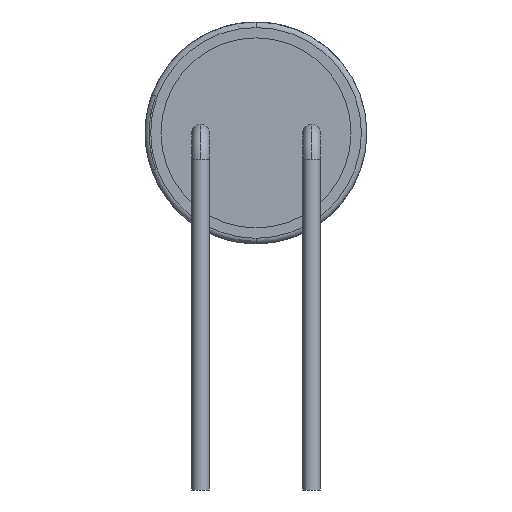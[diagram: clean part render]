
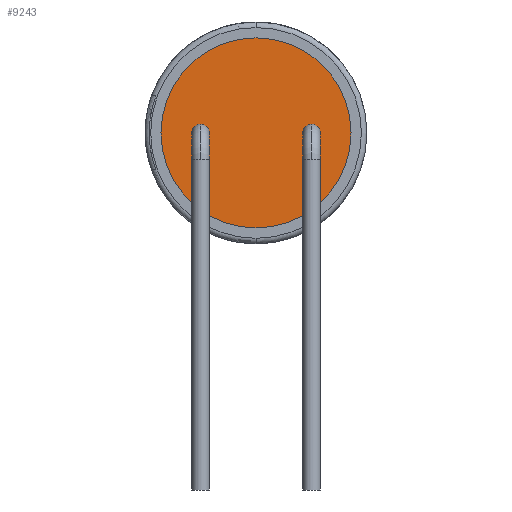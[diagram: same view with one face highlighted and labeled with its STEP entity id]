
A CAD part, front view. The second image highlights one B-rep face of the part: STEP entity #9243.
In plain terms, the highlighted planar face has unit normal (0, -1, 0).
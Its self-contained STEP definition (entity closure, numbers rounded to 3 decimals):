
#104 = CIRCLE ( 'NONE', #8513, 4.286 ) ;
#1192 = FACE_OUTER_BOUND ( 'NONE', #10273, .T. ) ;
#1362 = AXIS2_PLACEMENT_3D ( 'NONE', #4754, #2814, #7801 ) ;
#1419 = CARTESIAN_POINT ( 'NONE',  ( -2.5, 0.1, 0. ) ) ;
#1487 = DIRECTION ( 'NONE',  ( 1., 0., 0. ) ) ;
#2156 = AXIS2_PLACEMENT_3D ( 'NONE', #1419, #7702, #1487 ) ;
#2178 = EDGE_CURVE ( 'NONE', #9994, #3755, #5624, .T. ) ;
#2210 = FACE_BOUND ( 'NONE', #2488, .T. ) ;
#2360 = CARTESIAN_POINT ( 'NONE',  ( 2.1, 0.1, 0. ) ) ;
#2371 = ORIENTED_EDGE ( 'NONE', *, *, #2178, .T. ) ;
#2488 = EDGE_LOOP ( 'NONE', ( #12365, #2371 ) ) ;
#2814 = DIRECTION ( 'NONE',  ( 0., -1., 0. ) ) ;
#2889 = VERTEX_POINT ( 'NONE', #3477 ) ;
#2963 = DIRECTION ( 'NONE',  ( 0., 1., 0. ) ) ;
#3468 = EDGE_CURVE ( 'NONE', #2889, #3501, #10312, .T. ) ;
#3477 = CARTESIAN_POINT ( 'NONE',  ( -2.9, 0.1, 0. ) ) ;
#3501 = VERTEX_POINT ( 'NONE', #4960 ) ;
#3539 = CARTESIAN_POINT ( 'NONE',  ( 4.286, 0.1, 0. ) ) ;
#3755 = VERTEX_POINT ( 'NONE', #11574 ) ;
#3835 = DIRECTION ( 'NONE',  ( 1., 0., 0. ) ) ;
#4652 = EDGE_LOOP ( 'NONE', ( #12065, #12356 ) ) ;
#4754 = CARTESIAN_POINT ( 'NONE',  ( 0., 0.1, 0. ) ) ;
#4960 = CARTESIAN_POINT ( 'NONE',  ( -2.1, 0.1, 0. ) ) ;
#5064 = DIRECTION ( 'NONE',  ( 0., 1., 0. ) ) ;
#5088 = CARTESIAN_POINT ( 'NONE',  ( -2.5, 0.1, 0. ) ) ;
#5388 = DIRECTION ( 'NONE',  ( 1., 0., 0. ) ) ;
#5447 = CARTESIAN_POINT ( 'NONE',  ( 2.5, 0.1, 0. ) ) ;
#5523 = DIRECTION ( 'NONE',  ( 0., -1., 0. ) ) ;
#5624 = CIRCLE ( 'NONE', #10908, 0.4 ) ;
#5795 = AXIS2_PLACEMENT_3D ( 'NONE', #6765, #10736, #3835 ) ;
#6001 = CIRCLE ( 'NONE', #5795, 4.286 ) ;
#6619 = EDGE_CURVE ( 'NONE', #3755, #9994, #11476, .T. ) ;
#6765 = CARTESIAN_POINT ( 'NONE',  ( 0., 0.1, 0. ) ) ;
#6766 = VERTEX_POINT ( 'NONE', #3539 ) ;
#7488 = EDGE_CURVE ( 'NONE', #8559, #6766, #104, .T. ) ;
#7563 = CARTESIAN_POINT ( 'NONE',  ( 2.5, 0.1, 0. ) ) ;
#7702 = DIRECTION ( 'NONE',  ( 0., 1., 0. ) ) ;
#7801 = DIRECTION ( 'NONE',  ( 0., 0., -1. ) ) ;
#7836 = EDGE_CURVE ( 'NONE', #6766, #8559, #6001, .T. ) ;
#8048 = DIRECTION ( 'NONE',  ( 1., 0., 0. ) ) ;
#8513 = AXIS2_PLACEMENT_3D ( 'NONE', #10184, #5523, #5388 ) ;
#8559 = VERTEX_POINT ( 'NONE', #12409 ) ;
#8681 = DIRECTION ( 'NONE',  ( 0., 1., 0. ) ) ;
#8948 = CIRCLE ( 'NONE', #2156, 0.4 ) ;
#9243 = ADVANCED_FACE ( 'NONE', ( #11312, #2210, #1192 ), #9261, .T. ) ;
#9261 = PLANE ( 'NONE',  #1362 ) ;
#9280 = ORIENTED_EDGE ( 'NONE', *, *, #7488, .T. ) ;
#9332 = ORIENTED_EDGE ( 'NONE', *, *, #7836, .T. ) ;
#9358 = AXIS2_PLACEMENT_3D ( 'NONE', #7563, #8681, #11606 ) ;
#9994 = VERTEX_POINT ( 'NONE', #2360 ) ;
#10113 = AXIS2_PLACEMENT_3D ( 'NONE', #5088, #2963, #10742 ) ;
#10184 = CARTESIAN_POINT ( 'NONE',  ( 0., 0.1, 0. ) ) ;
#10273 = EDGE_LOOP ( 'NONE', ( #9332, #9280 ) ) ;
#10312 = CIRCLE ( 'NONE', #10113, 0.4 ) ;
#10736 = DIRECTION ( 'NONE',  ( 0., -1., 0. ) ) ;
#10742 = DIRECTION ( 'NONE',  ( 1., 0., 0. ) ) ;
#10908 = AXIS2_PLACEMENT_3D ( 'NONE', #5447, #5064, #8048 ) ;
#11312 = FACE_BOUND ( 'NONE', #4652, .T. ) ;
#11476 = CIRCLE ( 'NONE', #9358, 0.4 ) ;
#11574 = CARTESIAN_POINT ( 'NONE',  ( 2.9, 0.1, 0. ) ) ;
#11606 = DIRECTION ( 'NONE',  ( 1., 0., 0. ) ) ;
#12065 = ORIENTED_EDGE ( 'NONE', *, *, #13019, .T. ) ;
#12356 = ORIENTED_EDGE ( 'NONE', *, *, #3468, .T. ) ;
#12365 = ORIENTED_EDGE ( 'NONE', *, *, #6619, .T. ) ;
#12409 = CARTESIAN_POINT ( 'NONE',  ( -4.286, 0.1, 0. ) ) ;
#13019 = EDGE_CURVE ( 'NONE', #3501, #2889, #8948, .T. ) ;
